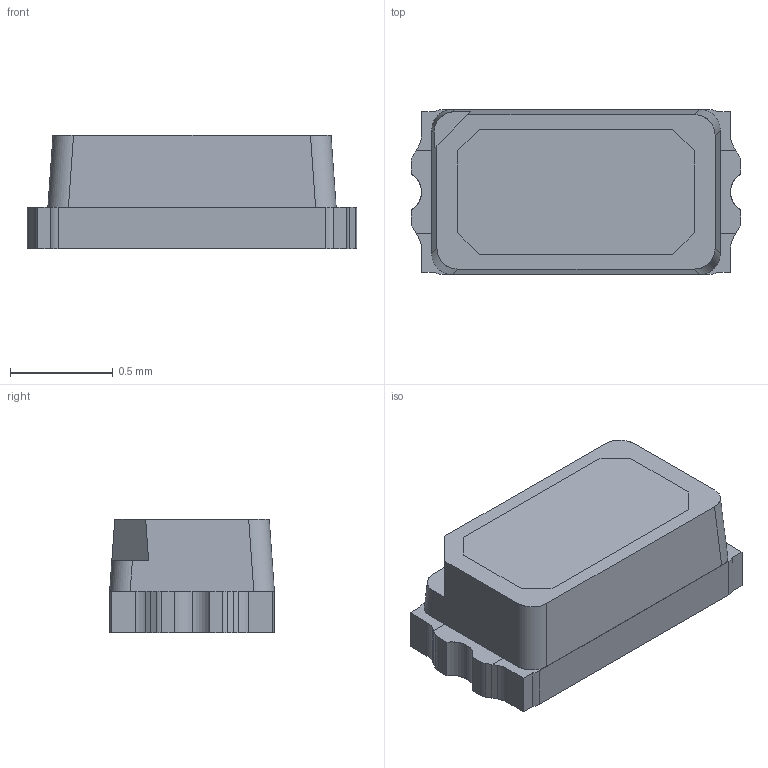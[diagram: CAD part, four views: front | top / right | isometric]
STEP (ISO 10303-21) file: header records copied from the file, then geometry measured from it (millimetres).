
FILE_DESCRIPTION (( 'STEP AP214' ), '1' );
FILE_NAME ('XZxx53S-4.STEP', '2023-09-08T16:06:13', ( '' ), ( '' ), 'SwSTEP 2.0', 'SolidWorks 2014', '' );
FILE_SCHEMA (( 'AUTOMOTIVE_DESIGN' ));
Length unit declared in the file: millimetre
Products named in the file (1): XZxx53S-4
Bounding box: 1.6 x 0.8 x 0.55 mm (x, y, z)
Surface area: 10.6 mm2 (no closed solid volume)
Topology: 0 solids, 134 shells, 137 faces, 713 edges, 710 vertices
Faces by surface type: plane 96, cylinder 41
Entity records: 7163 total; most frequent: CARTESIAN_POINT 1821, DIRECTION 995, ORIENTED_EDGE 716, EDGE_CURVE 713, VERTEX_POINT 710, LINE 571, VECTOR 571, AXIS2_PLACEMENT_3D 212
